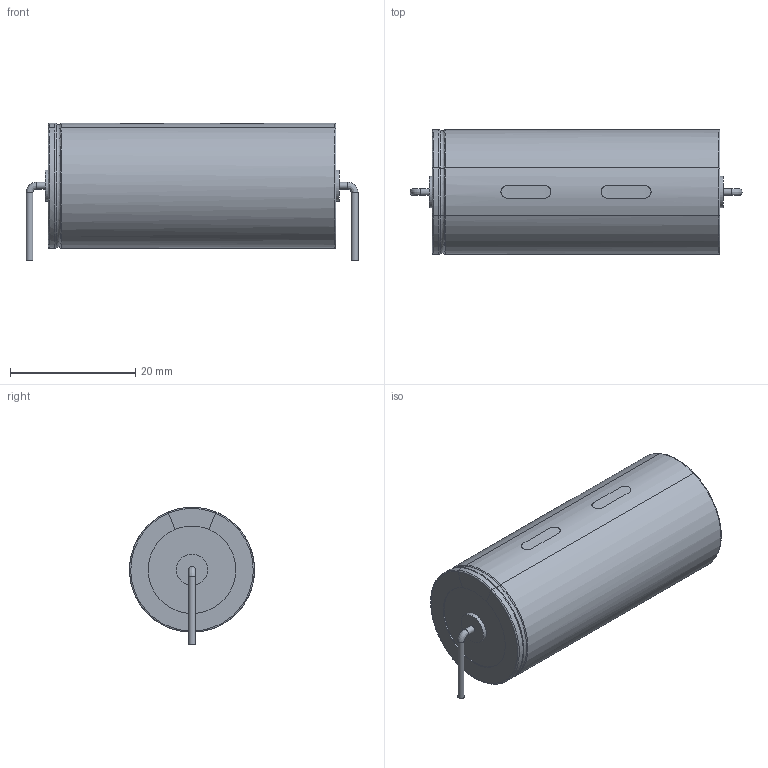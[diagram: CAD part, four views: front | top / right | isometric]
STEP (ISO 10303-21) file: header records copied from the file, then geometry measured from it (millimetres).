
FILE_DESCRIPTION(/* description */ ('model of CP_Axial_L46.0mm_D20.0mm_P52.00mm_Horizontal'),/* implementation_level */ '2;1');
FILE_NAME(/* name */ 'CP_Axial_L46.0mm_D20.0mm_P52.00mm_Horizontal.step',/* time_stamp */ '2017-07-26T01:50:39',/* author */ ('kicad StepUp','ksu'),/* organization */ ('FreeCAD'),/* preprocessor_version */ 'OCC',/* originating_system */ 'kicad StepUp',/* authorisation */ '');
FILE_SCHEMA(('AUTOMOTIVE_DESIGN_CC2 { 1 2 10303 214 -1 1 5 4 }'));
Length unit declared in the file: millimetre
Products named in the file (1): CP_Axial_L460mm_D200mm_P5200mm_Horizontal
Bounding box: 53.1 x 19.99 x 22 mm (x, y, z)
Volume: 14433.9 mm3; surface area: 3955.4 mm2
Topology: 1 solids, 2 shells, 44 faces, 103 edges, 68 vertices
Faces by surface type: cylinder 19, plane 13, revolution 6, bspline 4, torus 2
Full cylindrical faces by diameter (mm): 1.1 x5, 5 x2
Entity records: 1426 total; most frequent: CARTESIAN_POINT 588, ORIENTED_EDGE 190, EDGE_CURVE 103, VERTEX_POINT 68, AXIS2_PLACEMENT_3D 64, FACE_BOUND 51, EDGE_LOOP 51, CIRCLE 45
